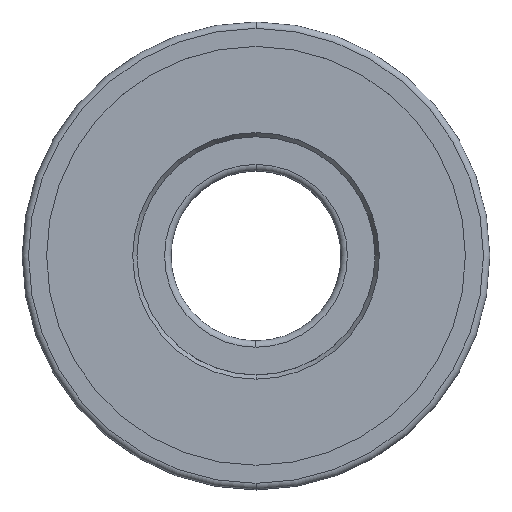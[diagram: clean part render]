
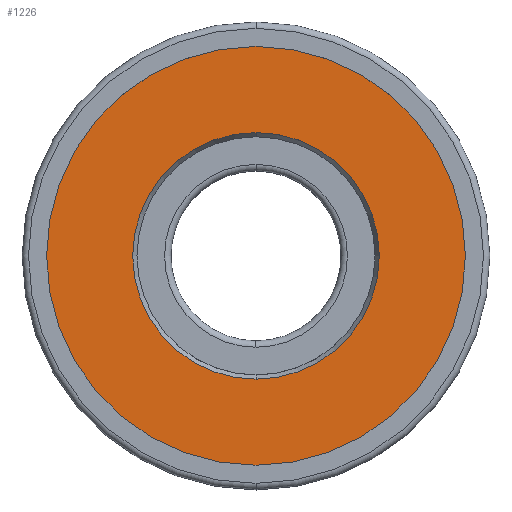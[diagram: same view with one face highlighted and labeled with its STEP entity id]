
A CAD part, top view. The second image highlights one B-rep face of the part: STEP entity #1226.
In plain terms, the highlighted planar face has unit normal (0, 0, 1).
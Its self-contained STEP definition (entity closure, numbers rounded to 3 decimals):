
#719=CARTESIAN_POINT('',(0.,0.,1.8));
#720=DIRECTION('',(0.,0.,-1.));
#721=DIRECTION('',(0.,1.,0.));
#722=AXIS2_PLACEMENT_3D('',#719,#720,#721);
#758=CARTESIAN_POINT('',(0.,0.,1.8));
#759=DIRECTION('',(0.,0.,-1.));
#760=DIRECTION('',(0.,1.,0.));
#761=AXIS2_PLACEMENT_3D('',#758,#759,#760);
#773=CARTESIAN_POINT('',(0.,0.,1.8));
#774=DIRECTION('',(0.,0.,1.));
#775=DIRECTION('',(0.,1.,0.));
#776=AXIS2_PLACEMENT_3D('',#773,#774,#775);
#797=CARTESIAN_POINT('',(0.,0.,1.8));
#798=DIRECTION('',(0.,0.,-1.));
#799=DIRECTION('',(0.,-1.,0.));
#800=AXIS2_PLACEMENT_3D('',#797,#798,#799);
#913=CARTESIAN_POINT('',(0.,2.9,1.8));
#915=VERTEX_POINT('',#913);
#921=CARTESIAN_POINT('',(0.,-2.9,1.8));
#923=VERTEX_POINT('',#921);
#929=CARTESIAN_POINT('',(0.,4.925,1.8));
#930=CARTESIAN_POINT('',(0.,-4.925,1.8));
#931=VERTEX_POINT('',#929);
#932=VERTEX_POINT('',#930);
#1210=CARTESIAN_POINT('',(0.,0.,1.8));
#1211=DIRECTION('',(0.,0.,1.));
#1212=DIRECTION('',(0.,1.,0.));
#1213=AXIS2_PLACEMENT_3D('',#1210,#1211,#1212);
#1214=PLANE('',#1213);
#1215=ORIENTED_EDGE('',*,*,#1184,.T.);
#1217=ORIENTED_EDGE('',*,*,#1216,.T.);
#1218=EDGE_LOOP('',(#1215,#1217));
#1219=FACE_OUTER_BOUND('',#1218,.F.);
#1221=ORIENTED_EDGE('',*,*,#1220,.F.);
#1223=ORIENTED_EDGE('',*,*,#1222,.T.);
#1224=EDGE_LOOP('',(#1221,#1223));
#1225=FACE_BOUND('',#1224,.F.);
#723=CIRCLE('',#722,4.925);
#762=CIRCLE('',#761,2.9);
#777=CIRCLE('',#776,2.9);
#801=CIRCLE('',#800,4.925);
#1184=EDGE_CURVE('',#931,#932,#723,.T.);
#1216=EDGE_CURVE('',#932,#931,#801,.T.);
#1220=EDGE_CURVE('',#915,#923,#762,.T.);
#1222=EDGE_CURVE('',#915,#923,#777,.T.);
#1226=ADVANCED_FACE('',(#1219,#1225),#1214,.T.);
